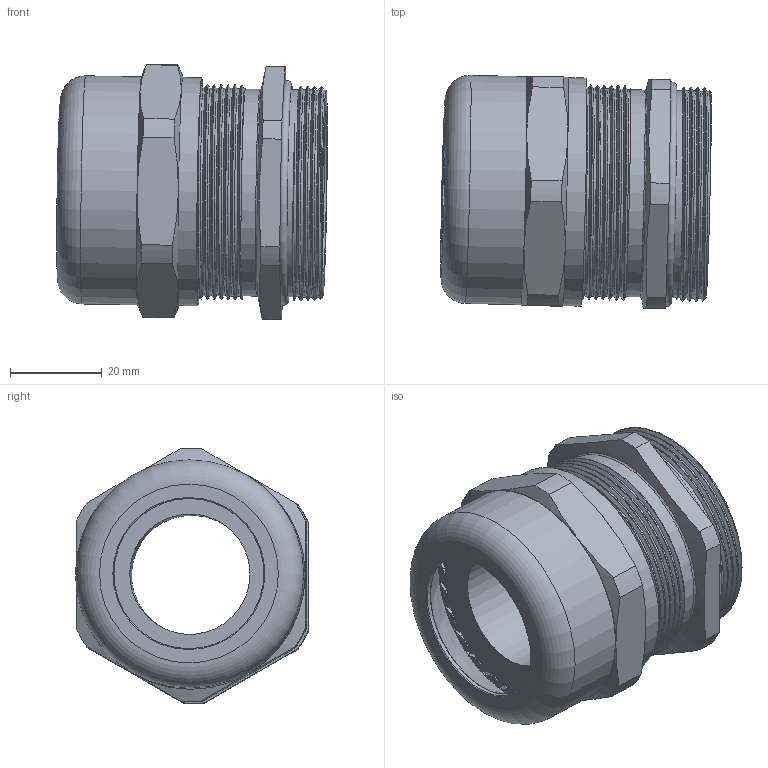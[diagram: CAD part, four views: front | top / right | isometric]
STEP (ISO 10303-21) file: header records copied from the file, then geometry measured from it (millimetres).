
FILE_DESCRIPTION(/* description */ ('Euro-Top PG 29 Edelstahl, KB: 20-26 mm'),/* implementation_level */ '2;1');
FILE_NAME(/* name */ '90180436-RST.stp',/* time_stamp */ '2019-12-17T08:53:07+01:00',/* author */ ('sl'),/* organization */ (''),/* preprocessor_version */ 'ST-DEVELOPER v16.5',/* originating_system */ 'Autodesk Inventor 2017',/* authorisation */ '');
FILE_SCHEMA (('AUTOMOTIVE_DESIGN { 1 0 10303 214 3 1 1 }'));
Length unit declared in the file: millimetre
Products named in the file (6): 90180436; 90080436; 90180436_1; 90080436_1; 90080436_2; 90080436_3
Assembly tree (5 placements, depth 2):
  90180436
    90080436
    90180436_1
    90080436_1
    90080436_2
    90080436_3
Bounding box: 59.07 x 50.9 x 55.71 mm (x, y, z)
Volume: 51434.3 mm3; surface area: 38799.9 mm2
Topology: 5 solids, 5 shells, 538 faces, 1310 edges, 784 vertices
Faces by surface type: cylinder 206, plane 145, torus 81, bspline 56, cone 26, sphere 24
Full cylindrical faces by diameter (mm): 26.26 x1, 32.78 x1, 33.9 x2, 34.2 x3, 35.33 x1, 40.3 x1, 40.32 x1, 40.42 x1, 40.9 x1, 40.92 x1, 45.15 x1, 45.25 x1, 45.268 x4, 45.69 x13, 48.068 x1, 49.8 x2
Entity records: 21875 total; most frequent: CARTESIAN_POINT 9838, DIRECTION 2632, ORIENTED_EDGE 2428, EDGE_CURVE 1214, AXIS2_PLACEMENT_3D 1114, VERTEX_POINT 741, CIRCLE 638, EDGE_LOOP 569
